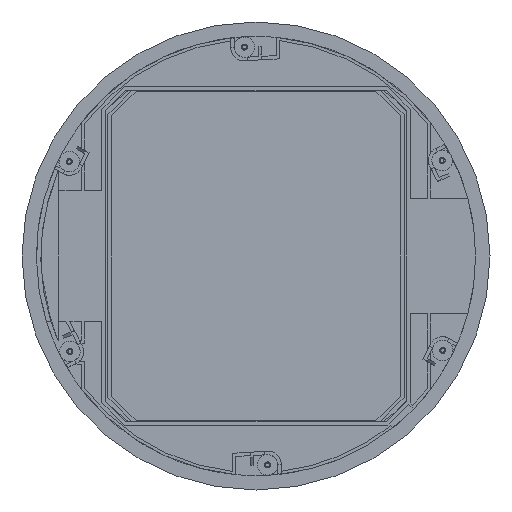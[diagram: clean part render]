
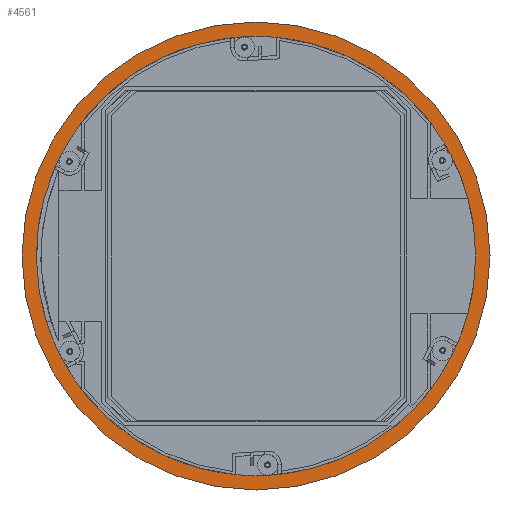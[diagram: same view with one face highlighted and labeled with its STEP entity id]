
A CAD part, front view. The second image highlights one B-rep face of the part: STEP entity #4561.
In plain terms, the highlighted planar face has unit normal (0, -1, 0).
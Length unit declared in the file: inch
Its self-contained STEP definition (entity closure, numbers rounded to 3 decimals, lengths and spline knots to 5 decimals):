
#679 = CIRCLE ( 'NONE', #19049, 5.98425 ) ;
#1665 = CARTESIAN_POINT ( 'NONE',  ( 0., 0.80709, 5.98425 ) ) ;
#1981 = EDGE_CURVE ( 'NONE', #9654, #19369, #13886, .T. ) ;
#2133 = DIRECTION ( 'NONE',  ( 0., -1., 0. ) ) ;
#2461 = EDGE_CURVE ( 'NONE', #5578, #13194, #4446, .T. ) ;
#3477 = DIRECTION ( 'NONE',  ( 0., 0., -1. ) ) ;
#3546 = DIRECTION ( 'NONE',  ( 0., -1., 0. ) ) ;
#3613 = CARTESIAN_POINT ( 'NONE',  ( 0., 0.80709, 0. ) ) ;
#4446 = CIRCLE ( 'NONE', #16276, 6.37795 ) ;
#4561 = ADVANCED_FACE ( 'NONE', ( #10143, #6060 ), #6365, .F. ) ;
#4690 = CIRCLE ( 'NONE', #5028, 6.37795 ) ;
#4886 = CARTESIAN_POINT ( 'NONE',  ( 0., 0.80709, 0. ) ) ;
#4931 = EDGE_LOOP ( 'NONE', ( #15048, #12959 ) ) ;
#5028 = AXIS2_PLACEMENT_3D ( 'NONE', #4886, #15650, #6447 ) ;
#5563 = DIRECTION ( 'NONE',  ( 0., 0., 1. ) ) ;
#5578 = VERTEX_POINT ( 'NONE', #6058 ) ;
#5661 = DIRECTION ( 'NONE',  ( 0., 1., 0. ) ) ;
#5719 = CARTESIAN_POINT ( 'NONE',  ( -5.98425, 0.80709, 0. ) ) ;
#6058 = CARTESIAN_POINT ( 'NONE',  ( 0., 0.80709, -6.37795 ) ) ;
#6060 = FACE_BOUND ( 'NONE', #10182, .T. ) ;
#6365 = PLANE ( 'NONE',  #11171 ) ;
#6447 = DIRECTION ( 'NONE',  ( 0., 0., -1. ) ) ;
#9430 = ORIENTED_EDGE ( 'NONE', *, *, #19570, .F. ) ;
#9654 = VERTEX_POINT ( 'NONE', #17909 ) ;
#9801 = DIRECTION ( 'NONE',  ( 0., 0., -1. ) ) ;
#9844 = DIRECTION ( 'NONE',  ( 0., 1., 0. ) ) ;
#9873 = CARTESIAN_POINT ( 'NONE',  ( 0., 0.80709, 0. ) ) ;
#10143 = FACE_OUTER_BOUND ( 'NONE', #4931, .T. ) ;
#10182 = EDGE_LOOP ( 'NONE', ( #18582, #9430 ) ) ;
#11171 = AXIS2_PLACEMENT_3D ( 'NONE', #5719, #5661, #5563 ) ;
#11228 = AXIS2_PLACEMENT_3D ( 'NONE', #3613, #3546, #3477 ) ;
#11287 = CARTESIAN_POINT ( 'NONE',  ( 0., 0.80709, 0. ) ) ;
#12823 = DIRECTION ( 'NONE',  ( 0., 0., -1. ) ) ;
#12959 = ORIENTED_EDGE ( 'NONE', *, *, #18094, .F. ) ;
#13194 = VERTEX_POINT ( 'NONE', #14898 ) ;
#13886 = CIRCLE ( 'NONE', #11228, 5.98425 ) ;
#14898 = CARTESIAN_POINT ( 'NONE',  ( 0., 0.80709, 6.37795 ) ) ;
#15048 = ORIENTED_EDGE ( 'NONE', *, *, #2461, .F. ) ;
#15650 = DIRECTION ( 'NONE',  ( 0., 1., 0. ) ) ;
#16276 = AXIS2_PLACEMENT_3D ( 'NONE', #9873, #9844, #9801 ) ;
#17909 = CARTESIAN_POINT ( 'NONE',  ( 0., 0.80709, -5.98425 ) ) ;
#18094 = EDGE_CURVE ( 'NONE', #13194, #5578, #4690, .T. ) ;
#18582 = ORIENTED_EDGE ( 'NONE', *, *, #1981, .F. ) ;
#19049 = AXIS2_PLACEMENT_3D ( 'NONE', #11287, #2133, #12823 ) ;
#19369 = VERTEX_POINT ( 'NONE', #1665 ) ;
#19570 = EDGE_CURVE ( 'NONE', #19369, #9654, #679, .T. ) ;
